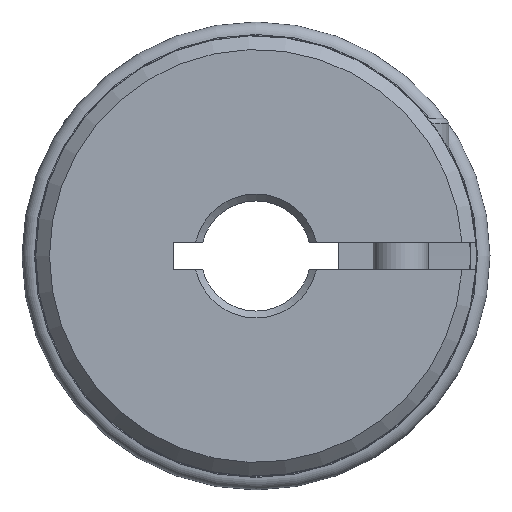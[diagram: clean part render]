
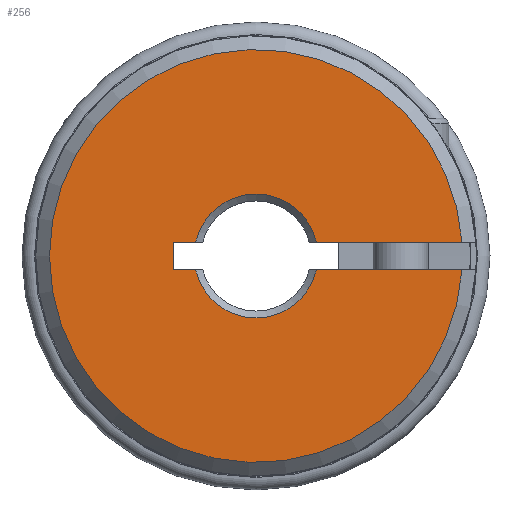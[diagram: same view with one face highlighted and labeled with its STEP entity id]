
A CAD part, left-side view. The second image highlights one B-rep face of the part: STEP entity #256.
In plain terms, the highlighted planar face has unit normal (-1, 0, 0).
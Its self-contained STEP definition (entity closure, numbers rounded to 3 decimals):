
#256 = ADVANCED_FACE( '', ( #583 ), #584, .T. );
#583 = FACE_OUTER_BOUND( '', #972, .T. );
#584 = PLANE( '', #973 );
#972 = EDGE_LOOP( '', ( #1650, #1651, #1652, #1653, #1654, #1655, #1656, #1657 ) );
#973 = AXIS2_PLACEMENT_3D( '', #1658, #1659, #1660 );
#1650 = ORIENTED_EDGE( '', *, *, #2268, .T. );
#1651 = ORIENTED_EDGE( '', *, *, #2061, .T. );
#1652 = ORIENTED_EDGE( '', *, *, #2265, .T. );
#1653 = ORIENTED_EDGE( '', *, *, #2269, .T. );
#1654 = ORIENTED_EDGE( '', *, *, #2105, .T. );
#1655 = ORIENTED_EDGE( '', *, *, #2070, .T. );
#1656 = ORIENTED_EDGE( '', *, *, #2237, .T. );
#1657 = ORIENTED_EDGE( '', *, *, #2231, .T. );
#1658 = CARTESIAN_POINT( '', ( -10.882, 0., 2.5 ) );
#1659 = DIRECTION( '', ( -1., 0., 0. ) );
#1660 = DIRECTION( '', ( 0., 0., 1. ) );
#2061 = EDGE_CURVE( '', #2415, #2419, #2421, .T. );
#2070 = EDGE_CURVE( '', #2431, #2433, #2435, .T. );
#2105 = EDGE_CURVE( '', #2496, #2431, #2497, .T. );
#2231 = EDGE_CURVE( '', #2688, #2686, #2689, .T. );
#2237 = EDGE_CURVE( '', #2433, #2688, #2695, .T. );
#2265 = EDGE_CURVE( '', #2419, #2731, #2733, .T. );
#2268 = EDGE_CURVE( '', #2686, #2415, #2737, .T. );
#2269 = EDGE_CURVE( '', #2731, #2496, #2738, .T. );
#2415 = VERTEX_POINT( '', #2911 );
#2419 = VERTEX_POINT( '', #2915 );
#2421 = CIRCLE( '', #2917, 4.5 );
#2431 = VERTEX_POINT( '', #2931 );
#2433 = VERTEX_POINT( '', #2933 );
#2435 = CIRCLE( '', #2935, 4.5 );
#2496 = VERTEX_POINT( '', #3051 );
#2497 = LINE( '', #3052, #3053 );
#2686 = VERTEX_POINT( '', #3541 );
#2688 = VERTEX_POINT( '', #3544 );
#2689 = LINE( '', #3545, #3546 );
#2695 = LINE( '', #3553, #3554 );
#2731 = VERTEX_POINT( '', #3609 );
#2733 = LINE( '', #3611, #3612 );
#2737 = LINE( '', #3616, #3617 );
#2738 = CIRCLE( '', #3618, 15. );
#2911 = CARTESIAN_POINT( '', ( -10.882, 4.387, 1. ) );
#2915 = CARTESIAN_POINT( '', ( -10.882, -4.387, 1. ) );
#2917 = AXIS2_PLACEMENT_3D( '', #3812, #3813, #3814 );
#2931 = CARTESIAN_POINT( '', ( -10.882, -4.387, -1. ) );
#2933 = CARTESIAN_POINT( '', ( -10.882, 4.387, -1. ) );
#2935 = AXIS2_PLACEMENT_3D( '', #3825, #3826, #3827 );
#3051 = CARTESIAN_POINT( '', ( -10.882, -14.967, -1. ) );
#3052 = CARTESIAN_POINT( '', ( -10.882, -16., -1. ) );
#3053 = VECTOR( '', #3882, 1000. );
#3541 = CARTESIAN_POINT( '', ( -10.882, 6., 1. ) );
#3544 = CARTESIAN_POINT( '', ( -10.882, 6., -1. ) );
#3545 = CARTESIAN_POINT( '', ( -10.882, 6., 1. ) );
#3546 = VECTOR( '', #4062, 1000. );
#3553 = CARTESIAN_POINT( '', ( -10.882, -16., -1. ) );
#3554 = VECTOR( '', #4070, 1000. );
#3609 = CARTESIAN_POINT( '', ( -10.882, -14.967, 1. ) );
#3611 = CARTESIAN_POINT( '', ( -10.882, 6., 1. ) );
#3612 = VECTOR( '', #4105, 1000. );
#3616 = CARTESIAN_POINT( '', ( -10.882, 6., 1. ) );
#3617 = VECTOR( '', #4109, 1000. );
#3618 = AXIS2_PLACEMENT_3D( '', #4110, #4111, #4112 );
#3812 = CARTESIAN_POINT( '', ( -10.882, 0., 0. ) );
#3813 = DIRECTION( '', ( 1., 0., 0. ) );
#3814 = DIRECTION( '', ( 0., 0., 1. ) );
#3825 = CARTESIAN_POINT( '', ( -10.882, 0., 0. ) );
#3826 = DIRECTION( '', ( 1., 0., 0. ) );
#3827 = DIRECTION( '', ( 0., 0., 1. ) );
#3882 = DIRECTION( '', ( 0., 1., 0. ) );
#4062 = DIRECTION( '', ( 0., 0., 1. ) );
#4070 = DIRECTION( '', ( 0., 1., 0. ) );
#4105 = DIRECTION( '', ( 0., -1., 0. ) );
#4109 = DIRECTION( '', ( 0., -1., 0. ) );
#4110 = CARTESIAN_POINT( '', ( -10.882, 0., 0. ) );
#4111 = DIRECTION( '', ( -1., 0., 0. ) );
#4112 = DIRECTION( '', ( 0., 0., 1. ) );
